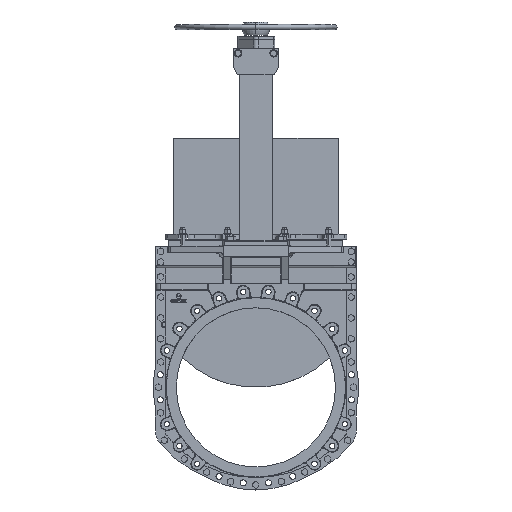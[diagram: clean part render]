
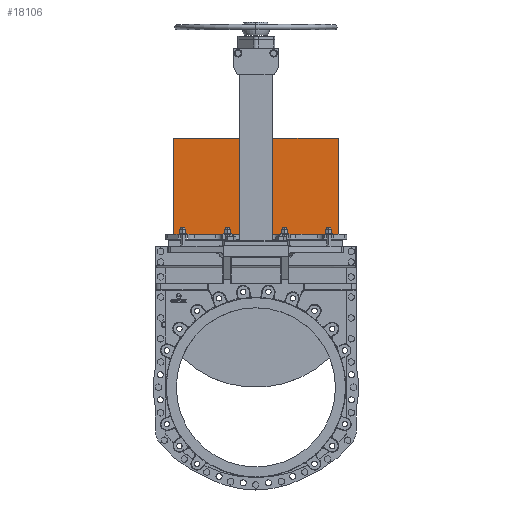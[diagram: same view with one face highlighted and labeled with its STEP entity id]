
A CAD part, top view. The second image highlights one B-rep face of the part: STEP entity #18106.
In plain terms, the highlighted planar face has unit normal (0, 0, 1).
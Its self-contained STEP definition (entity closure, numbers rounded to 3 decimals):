
#5427 = LINE ( 'NONE', #54859, #53885 ) ;
#5443 = LINE ( 'NONE', #55785, #54034 ) ;
#5460 = LINE ( 'NONE', #54525, #53998 ) ;
#5509 = LINE ( 'NONE', #54514, #104970 ) ;
#18106 = ADVANCED_FACE ( 'NONE', ( #28112, #28113, #28114, #28115 ), #125823, .T. ) ;
#23462 = AXIS2_PLACEMENT_3D ( 'NONE', #125785, #125813, #125815 ) ;
#25720 = EDGE_CURVE ( 'NONE', #41799, #42649, #54104, .T. ) ;
#25739 = EDGE_CURVE ( 'NONE', #42807, #41496, #53823, .T. ) ;
#25862 = EDGE_CURVE ( 'NONE', #41302, #41291, #5427, .T. ) ;
#25864 = EDGE_CURVE ( 'NONE', #42649, #41799, #53800, .T. ) ;
#25877 = EDGE_CURVE ( 'NONE', #42453, #42461, #53906, .T. ) ;
#25884 = EDGE_CURVE ( 'NONE', #41296, #41470, #5443, .T. ) ;
#25887 = EDGE_CURVE ( 'NONE', #41496, #42807, #53955, .T. ) ;
#25920 = EDGE_CURVE ( 'NONE', #41291, #41296, #5460, .T. ) ;
#25996 = EDGE_CURVE ( 'NONE', #41302, #41470, #5509, .T. ) ;
#26054 = EDGE_CURVE ( 'NONE', #42461, #42453, #104711, .T. ) ;
#28112 = FACE_BOUND ( 'NONE', #137718, .T. ) ;
#28113 = FACE_BOUND ( 'NONE', #137714, .T. ) ;
#28114 = FACE_BOUND ( 'NONE', #137722, .T. ) ;
#28115 = FACE_OUTER_BOUND ( 'NONE', #137721, .T. ) ;
#39318 = ORIENTED_EDGE ( 'NONE', *, *, #25862, .T. ) ;
#39457 = ORIENTED_EDGE ( 'NONE', *, *, #25884, .T. ) ;
#39496 = ORIENTED_EDGE ( 'NONE', *, *, #25887, .F. ) ;
#39499 = ORIENTED_EDGE ( 'NONE', *, *, #25877, .F. ) ;
#39502 = ORIENTED_EDGE ( 'NONE', *, *, #25920, .T. ) ;
#39516 = ORIENTED_EDGE ( 'NONE', *, *, #26054, .F. ) ;
#39556 = ORIENTED_EDGE ( 'NONE', *, *, #25996, .F. ) ;
#39679 = ORIENTED_EDGE ( 'NONE', *, *, #25864, .F. ) ;
#39720 = ORIENTED_EDGE ( 'NONE', *, *, #25720, .F. ) ;
#41291 = VERTEX_POINT ( 'NONE', #76240 ) ;
#41296 = VERTEX_POINT ( 'NONE', #76238 ) ;
#41302 = VERTEX_POINT ( 'NONE', #76236 ) ;
#41470 = VERTEX_POINT ( 'NONE', #76043 ) ;
#41496 = VERTEX_POINT ( 'NONE', #76360 ) ;
#41799 = VERTEX_POINT ( 'NONE', #75742 ) ;
#42453 = VERTEX_POINT ( 'NONE', #76568 ) ;
#42461 = VERTEX_POINT ( 'NONE', #76566 ) ;
#42649 = VERTEX_POINT ( 'NONE', #76493 ) ;
#42807 = VERTEX_POINT ( 'NONE', #76457 ) ;
#45132 = DIRECTION ( 'NONE',  ( 0., 0., 1. ) ) ;
#45160 = DIRECTION ( 'NONE',  ( 1., 0., 0. ) ) ;
#45166 = CARTESIAN_POINT ( 'NONE',  ( 60., 1195.5, 10. ) ) ;
#53768 = AXIS2_PLACEMENT_3D ( 'NONE', #67469, #67468, #67467 ) ;
#53792 = AXIS2_PLACEMENT_3D ( 'NONE', #54810, #54813, #54815 ) ;
#53800 = CIRCLE ( 'NONE', #53792, 20.05 ) ;
#53823 = CIRCLE ( 'NONE', #53768, 12.5 ) ;
#53885 = VECTOR ( 'NONE', #54862, 1000. ) ;
#53906 = CIRCLE ( 'NONE', #53910, 12.5 ) ;
#53910 = AXIS2_PLACEMENT_3D ( 'NONE', #55324, #55322, #55331 ) ;
#53955 = CIRCLE ( 'NONE', #54002, 12.5 ) ;
#53967 = AXIS2_PLACEMENT_3D ( 'NONE', #67521, #67531, #67530 ) ;
#53998 = VECTOR ( 'NONE', #54522, 1000. ) ;
#54002 = AXIS2_PLACEMENT_3D ( 'NONE', #55802, #55800, #55798 ) ;
#54034 = VECTOR ( 'NONE', #55782, 1000. ) ;
#54104 = CIRCLE ( 'NONE', #53967, 20.05 ) ;
#54513 = DIRECTION ( 'NONE',  ( -1., 0., 0. ) ) ;
#54514 = CARTESIAN_POINT ( 'NONE',  ( 0., 755., 10. ) ) ;
#54522 = DIRECTION ( 'NONE',  ( -1., 0., 0. ) ) ;
#54525 = CARTESIAN_POINT ( 'NONE',  ( -405.5, 1228., 10. ) ) ;
#54810 = CARTESIAN_POINT ( 'NONE',  ( 0., 1195.5, 10. ) ) ;
#54813 = DIRECTION ( 'NONE',  ( 0., 0., 1. ) ) ;
#54815 = DIRECTION ( 'NONE',  ( 1., 0., 0. ) ) ;
#54859 = CARTESIAN_POINT ( 'NONE',  ( 405.5, 1228., 10. ) ) ;
#54862 = DIRECTION ( 'NONE',  ( 0., 1., 0. ) ) ;
#55322 = DIRECTION ( 'NONE',  ( 0., 0., 1. ) ) ;
#55324 = CARTESIAN_POINT ( 'NONE',  ( 60., 1195.5, 10. ) ) ;
#55331 = DIRECTION ( 'NONE',  ( 1., 0., 0. ) ) ;
#55782 = DIRECTION ( 'NONE',  ( 0., -1., 0. ) ) ;
#55785 = CARTESIAN_POINT ( 'NONE',  ( -405.5, 1228., 10. ) ) ;
#55798 = DIRECTION ( 'NONE',  ( 1., 0., 0. ) ) ;
#55800 = DIRECTION ( 'NONE',  ( 0., 0., 1. ) ) ;
#55802 = CARTESIAN_POINT ( 'NONE',  ( -60., 1195.5, 10. ) ) ;
#67467 = DIRECTION ( 'NONE',  ( 1., 0., 0. ) ) ;
#67468 = DIRECTION ( 'NONE',  ( 0., 0., 1. ) ) ;
#67469 = CARTESIAN_POINT ( 'NONE',  ( -60., 1195.5, 10. ) ) ;
#67521 = CARTESIAN_POINT ( 'NONE',  ( 0., 1195.5, 10. ) ) ;
#67530 = DIRECTION ( 'NONE',  ( 1., 0., 0. ) ) ;
#67531 = DIRECTION ( 'NONE',  ( 0., 0., 1. ) ) ;
#75742 = CARTESIAN_POINT ( 'NONE',  ( 20.05, 1195.5, 10. ) ) ;
#76043 = CARTESIAN_POINT ( 'NONE',  ( -405.5, 755., 10. ) ) ;
#76236 = CARTESIAN_POINT ( 'NONE',  ( 405.5, 755., 10. ) ) ;
#76238 = CARTESIAN_POINT ( 'NONE',  ( -405.5, 1228., 10. ) ) ;
#76240 = CARTESIAN_POINT ( 'NONE',  ( 405.5, 1228., 10. ) ) ;
#76360 = CARTESIAN_POINT ( 'NONE',  ( -72.5, 1195.5, 10. ) ) ;
#76457 = CARTESIAN_POINT ( 'NONE',  ( -47.5, 1195.5, 10. ) ) ;
#76493 = CARTESIAN_POINT ( 'NONE',  ( -20.05, 1195.5, 10. ) ) ;
#76566 = CARTESIAN_POINT ( 'NONE',  ( 47.5, 1195.5, 10. ) ) ;
#76568 = CARTESIAN_POINT ( 'NONE',  ( 72.5, 1195.5, 10. ) ) ;
#104338 = ORIENTED_EDGE ( 'NONE', *, *, #25739, .F. ) ;
#104711 = CIRCLE ( 'NONE', #104765, 12.5 ) ;
#104765 = AXIS2_PLACEMENT_3D ( 'NONE', #45166, #45132, #45160 ) ;
#104970 = VECTOR ( 'NONE', #54513, 1000. ) ;
#125785 = CARTESIAN_POINT ( 'NONE',  ( 0., 525., 10. ) ) ;
#125813 = DIRECTION ( 'NONE',  ( 0., 0., 1. ) ) ;
#125815 = DIRECTION ( 'NONE',  ( 1., 0., 0. ) ) ;
#125823 = PLANE ( 'NONE',  #23462 ) ;
#137714 = EDGE_LOOP ( 'NONE', ( #39499, #39516 ) ) ;
#137718 = EDGE_LOOP ( 'NONE', ( #39720, #39679 ) ) ;
#137721 = EDGE_LOOP ( 'NONE', ( #39457, #39556, #39318, #39502 ) ) ;
#137722 = EDGE_LOOP ( 'NONE', ( #104338, #39496 ) ) ;
